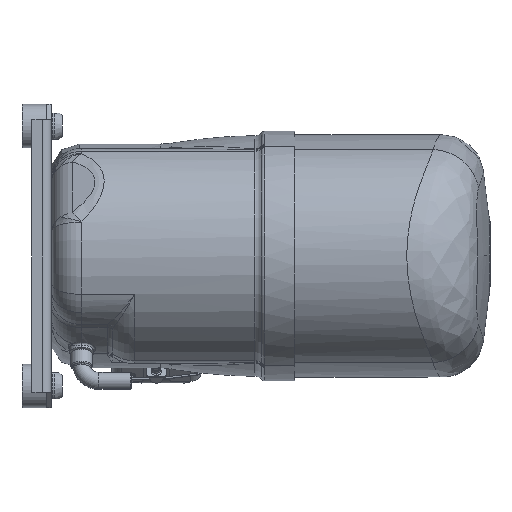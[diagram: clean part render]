
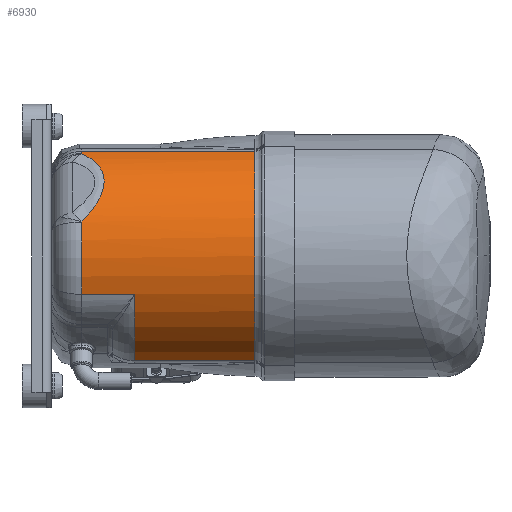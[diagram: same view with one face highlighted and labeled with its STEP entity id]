
A CAD part, left-side view. The second image highlights one B-rep face of the part: STEP entity #6930.
In plain terms, the highlighted cylindrical face has radius 82.042 mm (diameter 164.084 mm), a partial arc.
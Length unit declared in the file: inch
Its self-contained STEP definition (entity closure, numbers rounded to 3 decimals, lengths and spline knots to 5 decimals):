
#122 = VERTEX_POINT ( 'NONE', #12136 ) ;
#377 = CARTESIAN_POINT ( 'NONE',  ( -4.57781, 6.15737, 0.97978 ) ) ;
#886 = CARTESIAN_POINT ( 'NONE',  ( -4.5779, 6.15745, 0.9795 ) ) ;
#1052 = VERTEX_POINT ( 'NONE', #34777 ) ;
#1102 = CIRCLE ( 'NONE', #34137, 3.23 ) ;
#1145 = DIRECTION ( 'NONE',  ( 0., 1., 0. ) ) ;
#2261 = LINE ( 'NONE', #25660, #25092 ) ;
#2298 = CARTESIAN_POINT ( 'NONE',  ( -2.64649, 4.62556, -3.01968 ) ) ;
#2940 = FACE_OUTER_BOUND ( 'NONE', #37788, .T. ) ;
#3093 = ORIENTED_EDGE ( 'NONE', *, *, #10805, .T. ) ;
#3260 = B_SPLINE_CURVE_WITH_KNOTS ( 'NONE', 3,
 ( #27688, #18819, #21808, #3968, #24811, #6965, #27808 ),
 .UNSPECIFIED., .F., .F.,
 ( 4, 3, 4 ),
 ( 0., 0., 0.00003 ),
 .UNSPECIFIED. ) ;
#3968 = CARTESIAN_POINT ( 'NONE',  ( -2.79528, 6.1575, 2.95891 ) ) ;
#3996 = CARTESIAN_POINT ( 'NONE',  ( -4.53524, 5.39153, -1.10463 ) ) ;
#6259 = EDGE_CURVE ( 'NONE', #1052, #33555, #1102, .T. ) ;
#6334 = CARTESIAN_POINT ( 'NONE',  ( -1.5, 6.1575, 0. ) ) ;
#6386 = CIRCLE ( 'NONE', #36776, 3.23 ) ;
#6930 = ADVANCED_FACE ( 'NONE', ( #2940 ), #32782, .T. ) ;
#6965 = CARTESIAN_POINT ( 'NONE',  ( -2.79586, 6.15745, 2.95866 ) ) ;
#7118 = VERTEX_POINT ( 'NONE', #20213 ) ;
#7581 = CARTESIAN_POINT ( 'NONE',  ( -2.79614, 6.15737, 2.95854 ) ) ;
#7941 = DIRECTION ( 'NONE',  ( 0., 1., 0. ) ) ;
#7957 = ORIENTED_EDGE ( 'NONE', *, *, #30273, .T. ) ;
#8561 = CARTESIAN_POINT ( 'NONE',  ( -2.64649, 1.15695, 3.01968 ) ) ;
#9381 = DIRECTION ( 'NONE',  ( 0., 0., 1. ) ) ;
#9983 = CARTESIAN_POINT ( 'NONE',  ( -2.79513, 6.1575, 2.95898 ) ) ;
#10034 = DIRECTION ( 'NONE',  ( 0., -1., 0. ) ) ;
#10526 = ORIENTED_EDGE ( 'NONE', *, *, #12899, .T. ) ;
#10735 = ORIENTED_EDGE ( 'NONE', *, *, #25509, .T. ) ;
#10805 = EDGE_CURVE ( 'NONE', #7118, #31069, #24436, .T. ) ;
#10892 = CARTESIAN_POINT ( 'NONE',  ( -4.578, 6.15749, 0.9792 ) ) ;
#10926 = LINE ( 'NONE', #15986, #24888 ) ;
#12136 = CARTESIAN_POINT ( 'NONE',  ( -2.64649, 1.15695, -3.01968 ) ) ;
#12225 = CARTESIAN_POINT ( 'NONE',  ( -2.79614, 6.15737, 2.95854 ) ) ;
#12575 = VERTEX_POINT ( 'NONE', #8561 ) ;
#12899 = EDGE_CURVE ( 'NONE', #31069, #17615, #30474, .T. ) ;
#13002 = DIRECTION ( 'NONE',  ( 0., -1., 0. ) ) ;
#13076 = CARTESIAN_POINT ( 'NONE',  ( -1.5, 1.15695, 0. ) ) ;
#13893 = CARTESIAN_POINT ( 'NONE',  ( -4.57811, 6.1575, 0.97884 ) ) ;
#15302 = CARTESIAN_POINT ( 'NONE',  ( -1.5, 4.62556, 0. ) ) ;
#15927 = CARTESIAN_POINT ( 'NONE',  ( -4.53524, 4.62556, -1.10463 ) ) ;
#15986 = CARTESIAN_POINT ( 'NONE',  ( -2.64649, -10.08922, -3.01968 ) ) ;
#16055 = DIRECTION ( 'NONE',  ( 0., 0., 1. ) ) ;
#16847 = ORIENTED_EDGE ( 'NONE', *, *, #28075, .T. ) ;
#16865 = CARTESIAN_POINT ( 'NONE',  ( -4.57815, 6.1575, 0.97873 ) ) ;
#17302 = ORIENTED_EDGE ( 'NONE', *, *, #33013, .F. ) ;
#17503 = EDGE_CURVE ( 'NONE', #28867, #38040, #28629, .T. ) ;
#17615 = VERTEX_POINT ( 'NONE', #2298 ) ;
#18210 = CARTESIAN_POINT ( 'NONE',  ( -4.29162, 5.27548, 1.8788 ) ) ;
#18292 = DIRECTION ( 'NONE',  ( 0., 0., 1. ) ) ;
#18306 = DIRECTION ( 'NONE',  ( 0., 0., 1. ) ) ;
#18667 = CIRCLE ( 'NONE', #24675, 3.23 ) ;
#18819 = CARTESIAN_POINT ( 'NONE',  ( -2.79518, 6.1575, 2.95895 ) ) ;
#20213 = CARTESIAN_POINT ( 'NONE',  ( -4.53524, 6.1575, -1.10463 ) ) ;
#21808 = CARTESIAN_POINT ( 'NONE',  ( -2.79523, 6.1575, 2.95893 ) ) ;
#23538 = ORIENTED_EDGE ( 'NONE', *, *, #17503, .T. ) ;
#24042 = CARTESIAN_POINT ( 'NONE',  ( -3.66031, 5.27548, 2.57994 ) ) ;
#24436 = LINE ( 'NONE', #3996, #31463 ) ;
#24675 = AXIS2_PLACEMENT_3D ( 'NONE', #27881, #10034, #30883 ) ;
#24811 = CARTESIAN_POINT ( 'NONE',  ( -2.79557, 6.15749, 2.95878 ) ) ;
#24888 = VECTOR ( 'NONE', #1145, 39.37008 ) ;
#25092 = VECTOR ( 'NONE', #7941, 39.37008 ) ;
#25251 = AXIS2_PLACEMENT_3D ( 'NONE', #15302, #36132, #18292 ) ;
#25509 = EDGE_CURVE ( 'NONE', #38040, #7118, #18667, .T. ) ;
#25540 = ORIENTED_EDGE ( 'NONE', *, *, #6259, .T. ) ;
#25660 = CARTESIAN_POINT ( 'NONE',  ( -2.64649, -10.08922, 3.01968 ) ) ;
#25741 = CARTESIAN_POINT ( 'NONE',  ( -4.57781, 6.15737, 0.97978 ) ) ;
#27194 = DIRECTION ( 'NONE',  ( 0., -1., 0. ) ) ;
#27405 = EDGE_CURVE ( 'NONE', #12575, #1052, #2261, .T. ) ;
#27688 = CARTESIAN_POINT ( 'NONE',  ( -2.79513, 6.1575, 2.95898 ) ) ;
#27808 = CARTESIAN_POINT ( 'NONE',  ( -2.79614, 6.15737, 2.95854 ) ) ;
#27881 = CARTESIAN_POINT ( 'NONE',  ( -1.5, 6.1575, 0. ) ) ;
#28075 = EDGE_CURVE ( 'NONE', #122, #12575, #6386, .T. ) ;
#28153 = VERTEX_POINT ( 'NONE', #7581 ) ;
#28233 = ORIENTED_EDGE ( 'NONE', *, *, #35792, .T. ) ;
#28629 = B_SPLINE_CURVE_WITH_KNOTS ( 'NONE', 3,
 ( #25741, #886, #10892, #31767, #13893, #34722, #16865 ),
 .UNSPECIFIED., .F., .F.,
 ( 4, 3, 4 ),
 ( 0., 0.00002, 0.00003 ),
 .UNSPECIFIED. ) ;
#28867 = VERTEX_POINT ( 'NONE', #37804 ) ;
#30122 = ORIENTED_EDGE ( 'NONE', *, *, #27405, .T. ) ;
#30273 = EDGE_CURVE ( 'NONE', #33555, #28153, #3260, .T. ) ;
#30474 = CIRCLE ( 'NONE', #25251, 3.23 ) ;
#30716 =( BOUNDED_CURVE ( )  B_SPLINE_CURVE ( 3, ( #12225, #24042, #18210, #377 ),
 .UNSPECIFIED., .F., .T. ) 
 B_SPLINE_CURVE_WITH_KNOTS ( ( 4, 4 ),
 ( 2.71675, 3.56644 ),
 .UNSPECIFIED. ) 
 CURVE ( )  GEOMETRIC_REPRESENTATION_ITEM ( )  RATIONAL_B_SPLINE_CURVE ( ( 1., 0.941, 0.941, 1. ) ) 
 REPRESENTATION_ITEM ( '' )  );
#30883 = DIRECTION ( 'NONE',  ( 0., 0., 1. ) ) ;
#31069 = VERTEX_POINT ( 'NONE', #15927 ) ;
#31463 = VECTOR ( 'NONE', #13002, 39.37008 ) ;
#31767 = CARTESIAN_POINT ( 'NONE',  ( -4.57809, 6.1575, 0.9789 ) ) ;
#32782 = CYLINDRICAL_SURFACE ( 'NONE', #38595, 3.23 ) ;
#33013 = EDGE_CURVE ( 'NONE', #122, #17615, #10926, .T. ) ;
#33555 = VERTEX_POINT ( 'NONE', #9983 ) ;
#33931 = DIRECTION ( 'NONE',  ( 0., 1., 0. ) ) ;
#34137 = AXIS2_PLACEMENT_3D ( 'NONE', #6334, #27194, #9381 ) ;
#34722 = CARTESIAN_POINT ( 'NONE',  ( -4.57813, 6.1575, 0.97879 ) ) ;
#34777 = CARTESIAN_POINT ( 'NONE',  ( -2.64649, 6.1575, 3.01968 ) ) ;
#35416 = CARTESIAN_POINT ( 'NONE',  ( -4.57815, 6.1575, 0.97873 ) ) ;
#35792 = EDGE_CURVE ( 'NONE', #28153, #28867, #30716, .T. ) ;
#36132 = DIRECTION ( 'NONE',  ( 0., -1., 0. ) ) ;
#36145 = CARTESIAN_POINT ( 'NONE',  ( -1.5, -10.08922, 0. ) ) ;
#36280 = DIRECTION ( 'NONE',  ( 0., 1., 0. ) ) ;
#36776 = AXIS2_PLACEMENT_3D ( 'NONE', #13076, #33931, #16055 ) ;
#37788 = EDGE_LOOP ( 'NONE', ( #17302, #16847, #30122, #25540, #7957, #28233, #23538, #10735, #3093, #10526 ) ) ;
#37804 = CARTESIAN_POINT ( 'NONE',  ( -4.57781, 6.15737, 0.97978 ) ) ;
#38040 = VERTEX_POINT ( 'NONE', #35416 ) ;
#38595 = AXIS2_PLACEMENT_3D ( 'NONE', #36145, #36280, #18306 ) ;
